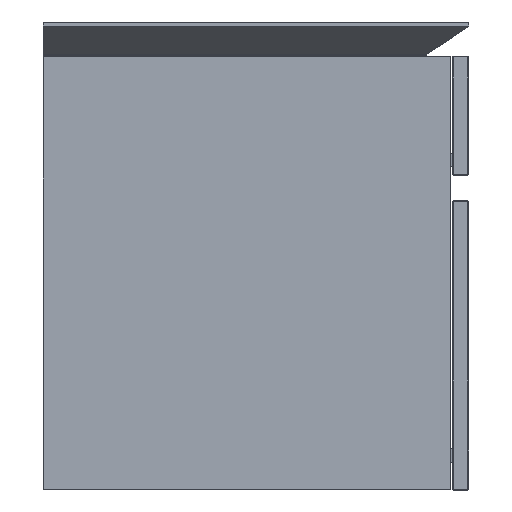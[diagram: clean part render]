
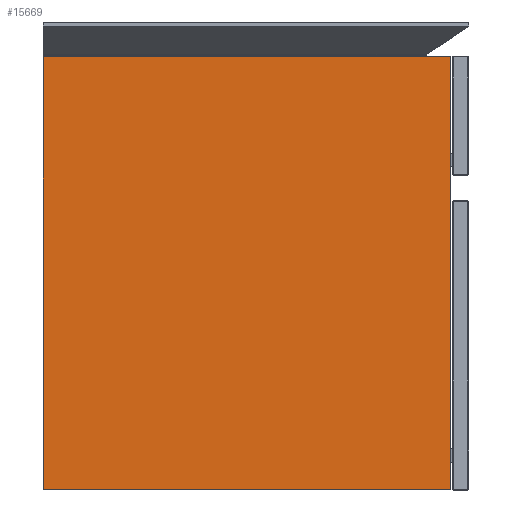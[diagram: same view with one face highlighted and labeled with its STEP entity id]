
A CAD part, left-side view. The second image highlights one B-rep face of the part: STEP entity #15669.
In plain terms, the highlighted planar face has unit normal (-1, 0, 0).
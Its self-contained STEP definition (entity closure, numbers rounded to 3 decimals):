
#14013=CARTESIAN_POINT('',(-2467.855,5199.371,-0.8));
#14014=VERTEX_POINT('',#14013);
#14021=CARTESIAN_POINT('',(-2467.855,4721.502,-0.8));
#14022=VERTEX_POINT('',#14021);
#14023=CARTESIAN_POINT('',(-2467.855,5199.371,-0.8));
#14024=DIRECTION('',(0.0,-1.0,0.0));
#14025=VECTOR('',#14024,477.869);
#14026=LINE('',#14023,#14025);
#14027=EDGE_CURVE('',#14014,#14022,#14026,.T.);
#14043=CARTESIAN_POINT('',(-2467.855,4721.502,-509.2));
#14044=VERTEX_POINT('',#14043);
#14045=CARTESIAN_POINT('',(-2467.855,5199.371,-509.2));
#14046=VERTEX_POINT('',#14045);
#14047=CARTESIAN_POINT('',(-2467.855,4721.502,-509.2));
#14048=DIRECTION('',(0.0,1.0,0.0));
#14049=VECTOR('',#14048,477.869);
#14050=LINE('',#14047,#14049);
#14051=EDGE_CURVE('',#14044,#14046,#14050,.T.);
#14083=CARTESIAN_POINT('',(-2467.855,4721.171,-508.869));
#14084=VERTEX_POINT('',#14083);
#14085=CARTESIAN_POINT('',(-2467.855,4721.171,-508.869));
#14086=DIRECTION('',(0.0,0.707,-0.707));
#14087=VECTOR('',#14086,0.469);
#14088=LINE('',#14085,#14087);
#14089=EDGE_CURVE('',#14084,#14044,#14088,.T.);
#14114=CARTESIAN_POINT('',(-2467.855,4721.171,-1.131));
#14115=VERTEX_POINT('',#14114);
#14116=CARTESIAN_POINT('',(-2467.855,4721.171,-1.131));
#14117=DIRECTION('',(0.0,0.0,-1.0));
#14118=VECTOR('',#14117,507.737);
#14119=LINE('',#14116,#14118);
#14120=EDGE_CURVE('',#14115,#14084,#14119,.T.);
#14145=CARTESIAN_POINT('',(-2467.855,4721.502,-0.8));
#14146=DIRECTION('',(0.0,-0.707,-0.707));
#14147=VECTOR('',#14146,0.469);
#14148=LINE('',#14145,#14147);
#14149=EDGE_CURVE('',#14022,#14115,#14148,.T.);
#14303=CARTESIAN_POINT('',(-2467.855,5199.371,-509.2));
#14304=DIRECTION('',(0.0,0.0,1.0));
#14305=VECTOR('',#14304,508.4);
#14306=LINE('',#14303,#14305);
#14307=EDGE_CURVE('',#14046,#14014,#14306,.T.);
#15656=CARTESIAN_POINT('',(-2467.855,4960.271,-0.799));
#15657=DIRECTION('',(-1.0,0.0,0.0));
#15658=DIRECTION('',(0.0,0.0,1.0));
#15659=AXIS2_PLACEMENT_3D('',#15656,#15657,#15658);
#15660=PLANE('',#15659);
#15661=ORIENTED_EDGE('',*,*,#14027,.F.);
#15662=ORIENTED_EDGE('',*,*,#14307,.F.);
#15663=ORIENTED_EDGE('',*,*,#14051,.F.);
#15664=ORIENTED_EDGE('',*,*,#14089,.F.);
#15665=ORIENTED_EDGE('',*,*,#14120,.F.);
#15666=ORIENTED_EDGE('',*,*,#14149,.F.);
#15667=EDGE_LOOP('',(#15661,#15662,#15663,#15664,#15665,#15666));
#15668=FACE_OUTER_BOUND('',#15667,.T.);
#15669=ADVANCED_FACE('',(#15668),#15660,.T.);
